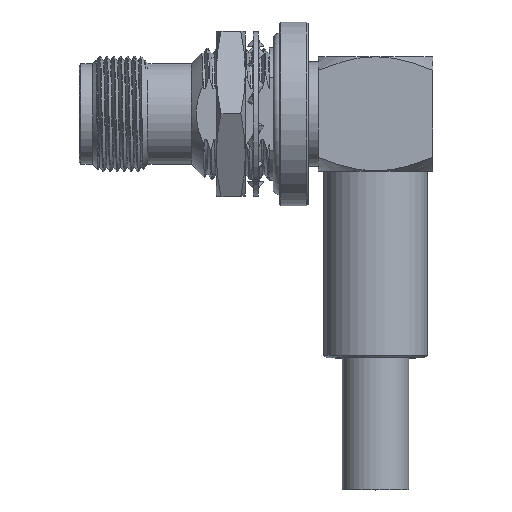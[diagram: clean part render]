
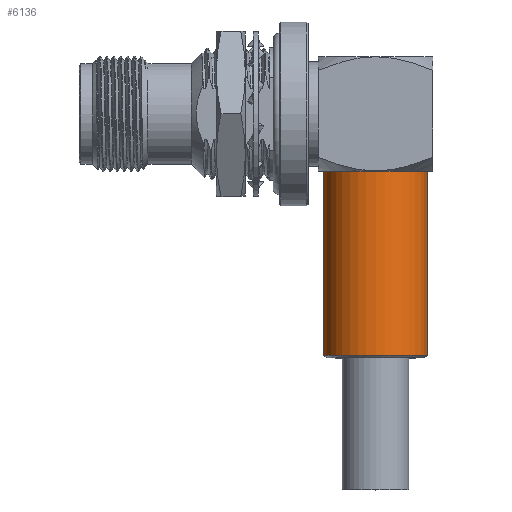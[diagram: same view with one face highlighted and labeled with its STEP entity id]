
A CAD part, top view. The second image highlights one B-rep face of the part: STEP entity #6136.
In plain terms, the highlighted cylindrical face has radius 5 mm (diameter 10 mm), a full revolution.
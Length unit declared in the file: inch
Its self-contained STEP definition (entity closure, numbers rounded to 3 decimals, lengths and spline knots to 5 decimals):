
#67 = ORIENTED_EDGE ( 'NONE', *, *, #353, .T. ) ;
#142 = CIRCLE ( 'NONE', #21706, 0.19685 ) ;
#190 = CARTESIAN_POINT ( 'NONE',  ( 0., -3.22213, 0. ) ) ;
#353 = EDGE_CURVE ( 'NONE', #800, #800, #142, .T. ) ;
#800 = VERTEX_POINT ( 'NONE', #23198 ) ;
#3456 = DIRECTION ( 'NONE',  ( 0., 0., 1. ) ) ;
#5940 = EDGE_CURVE ( 'NONE', #20400, #20400, #16922, .T. ) ;
#6136 = ADVANCED_FACE ( 'NONE', ( #17512, #22340 ), #12049, .T. ) ;
#6849 = EDGE_LOOP ( 'NONE', ( #67 ) ) ;
#11255 = DIRECTION ( 'NONE',  ( 0., -1., 0. ) ) ;
#11654 = DIRECTION ( 'NONE',  ( 0., 0., 1. ) ) ;
#12049 = CYLINDRICAL_SURFACE ( 'NONE', #19762, 0.19685 ) ;
#14793 = AXIS2_PLACEMENT_3D ( 'NONE', #24778, #21026, #17223 ) ;
#14943 = EDGE_LOOP ( 'NONE', ( #16730 ) ) ;
#16730 = ORIENTED_EDGE ( 'NONE', *, *, #5940, .T. ) ;
#16922 = CIRCLE ( 'NONE', #14793, 0.19685 ) ;
#17001 = CARTESIAN_POINT ( 'NONE',  ( 0., -0.21654, 0. ) ) ;
#17223 = DIRECTION ( 'NONE',  ( 0., 0., -1. ) ) ;
#17512 = FACE_OUTER_BOUND ( 'NONE', #14943, .T. ) ;
#17554 = DIRECTION ( 'NONE',  ( 0., 1., 0. ) ) ;
#17986 = CARTESIAN_POINT ( 'NONE',  ( 0., -0.91441, -0.19685 ) ) ;
#19762 = AXIS2_PLACEMENT_3D ( 'NONE', #190, #17554, #11654 ) ;
#20400 = VERTEX_POINT ( 'NONE', #17986 ) ;
#21026 = DIRECTION ( 'NONE',  ( 0., 1., 0. ) ) ;
#21706 = AXIS2_PLACEMENT_3D ( 'NONE', #17001, #11255, #3456 ) ;
#22340 = FACE_OUTER_BOUND ( 'NONE', #6849, .T. ) ;
#23198 = CARTESIAN_POINT ( 'NONE',  ( 0., -0.21654, 0.19685 ) ) ;
#24778 = CARTESIAN_POINT ( 'NONE',  ( 0., -0.91441, 0. ) ) ;
